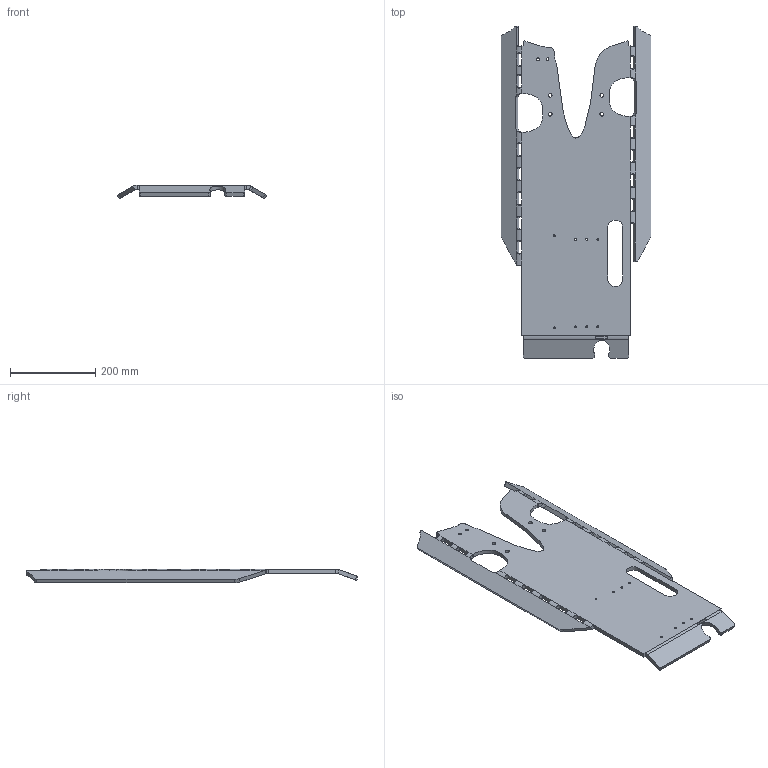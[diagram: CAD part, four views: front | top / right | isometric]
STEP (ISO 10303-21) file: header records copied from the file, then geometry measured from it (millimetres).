
FILE_DESCRIPTION(/* description */ ('STEP AP214','CAx-IF Rec.Pracs.---User Defined Attributes---1.5---2016-08-15'),/* implementation_level */ '2;1');
FILE_NAME(/* name */ '695694537013538cf52610b8',/* time_stamp */ '2026-01-01T15:35:47Z',/* author */ (''),/* organization */ (''),/* preprocessor_version */ 'ST-DEVELOPER v20',/* originating_system */ 'ONSHAPE BY PTC INC, 1.208',/* authorisation */ ' ');
FILE_SCHEMA (('AUTOMOTIVE_DESIGN {1 0 10303 214 3 1 1}'));
Length unit declared in the file: metre
Products named in the file (1): PRT-000357
Bounding box: 349.92 x 777.43 x 32.27 mm (x, y, z)
Volume: 1931846.6 mm3; surface area: 452955.6 mm2
Topology: 1 solids, 1 shells, 246 faces, 680 edges, 408 vertices
Faces by surface type: cylinder 126, plane 77, bspline 43
Full cylindrical faces by diameter (mm): 4.039 x2, 4.623 x6, 6.756 x2, 8.433 x4
Entity records: 9170 total; most frequent: CARTESIAN_POINT 3014, ORIENTED_EDGE 1332, DIRECTION 1190, EDGE_CURVE 666, VERTEX_POINT 408, AXIS2_PLACEMENT_3D 406, LINE 378, VECTOR 378
